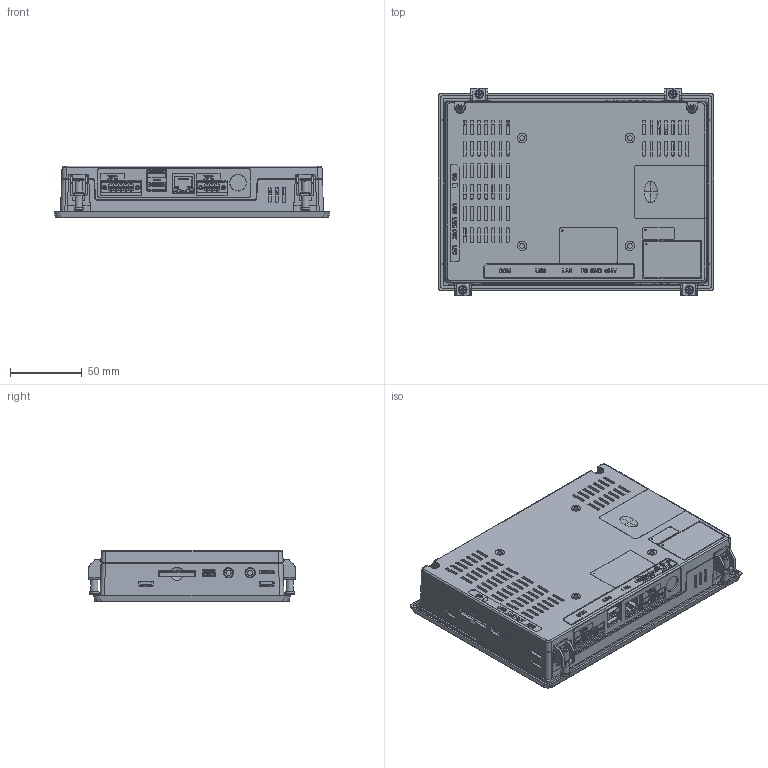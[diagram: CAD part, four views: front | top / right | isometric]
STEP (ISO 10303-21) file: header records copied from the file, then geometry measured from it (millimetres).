
FILE_DESCRIPTION(/* description */ (''),/* implementation_level */ '2;1');
FILE_NAME(/* name */ 'HP_EMG7-W207A8-0024-xxx-01.stp',/* time_stamp */ '2017-11-07T16:52:08+09:00',/* author */ (''),/* organization */ (''),/* preprocessor_version */ 'ST-DEVELOPER v16.5',/* originating_system */ 'Autodesk Inventor 2017',/* authorisation */ '');
FILE_SCHEMA (('AUTOMOTIVE_DESIGN { 1 0 10303 214 3 1 1 }'));
Products named in the file (1): HP_EMG7-W207A8-0024-xxx-01
Bounding box: 192 x 144.09 x 36.1 mm (x, y, z)
Volume: 213411.2 mm3; surface area: 267128.8 mm2
Topology: 1 solids, 39 shells, 6228 faces, 17187 edges, 11284 vertices
Faces by surface type: plane 4271, bspline 694, cylinder 634, cone 593, torus 24, sphere 12
Full cylindrical faces by diameter (mm): 0.5 x16, 0.8 x14, 0.9 x8, 1 x9, 1.02 x4, 1.4 x1, 1.6 x8, 2 x4, 2.05 x4, 2.4 x2, 2.6 x4, 3 x6, 3.2 x4, 3.242 x4, 3.5 x6, 3.6 x14, 5 x8, 6 x7, 6.5 x4, 8 x5, 12 x2
Entity records: 209083 total; most frequent: CARTESIAN_POINT 46500, ORIENTED_EDGE 33834, DIRECTION 29518, EDGE_CURVE 16911, LINE 12760, VECTOR 12760, VERTEX_POINT 11238, AXIS2_PLACEMENT_3D 8379
